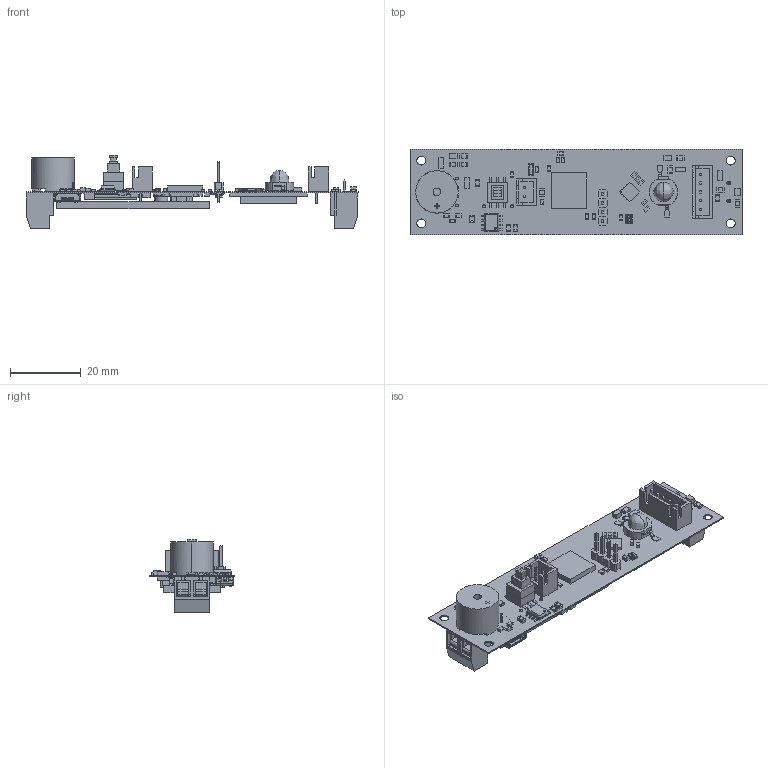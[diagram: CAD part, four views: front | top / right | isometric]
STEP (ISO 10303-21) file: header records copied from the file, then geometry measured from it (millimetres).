
FILE_DESCRIPTION(('Open CASCADE Model'),'2;1');
FILE_NAME('Open CASCADE Shape Model','2019-03-16T15:28:12',('Author'),( 'Open CASCADE'),'Open CASCADE STEP processor 6.8','Open CASCADE 6.8' ,'Unknown');
FILE_SCHEMA(('AUTOMOTIVE_DESIGN { 1 0 10303 214 1 1 1 1 }'));
Length unit declared in the file: millimetre
Products named in the file (147): PCB; Board; P3; User_Library-PLS-1; P8; connector; P7; P1; User_Library-JST_B2B-XH-A; P2; User_Library-1909763-1; U1; FPV; U6; 714168200; Extruded; 961712464; R22; 714169832; 714169968; R21; 714169016; 714169152; R20; R14; RES0805; R13; R12; R10; 714171192; 714171328; R9; R8; Q2; 714168880; LED6; 714172144; LED5; 714172280; LED4 ...
Assembly tree (243 placements, depth 4):
  PCB
    Board
    P3
      User_Library-PLS-1  x4
    P8
      connector
    P7
      connector
    P1
      User_Library-JST_B2B-XH-A
    P2
      User_Library-1909763-1
    U1
      FPV
    U6
      714168200  x8
        Extruded
      961712464
        Extruded
    R22
      714169832  x2
        Extruded
      714169968
        Extruded
    R21
      714169016  x2
        Extruded
      714169152
        Extruded
    R20
      714169016  x2
        Extruded
      714169152
        Extruded
    R14
      RES0805
    R13
      714169016  x2
        Extruded
      714169152
        Extruded
    R12
      714169016  x2
        Extruded
      714169152
        Extruded
    R10
      714171192  x2
        Extruded
      714171328
        Extruded
    R9
      714171192  x2
        Extruded
      714171328
        Extruded
    R8
      714171192  x2
        Extruded
      714171328
Bounding box: 93.98 x 24.13 x 20.86 mm (x, y, z)
Volume: 6101.2 mm3; surface area: 15338.2 mm2
Topology: 172 solids, 180 shells, 2912 faces, 7169 edges, 4687 vertices
Faces by surface type: plane 2306, cylinder 360, bspline 200, sphere 22, cone 18, torus 6
Full cylindrical faces by diameter (mm): 0.7 x2, 0.8 x19, 0.9 x2, 1.1 x4, 2.5 x4
Entity records: 76946 total; most frequent: CARTESIAN_POINT 16604, ORIENTED_EDGE 10298, DIRECTION 9645, EDGE_CURVE 5154, LINE 4061, VECTOR 4061, VERTEX_POINT 3367, AXIS2_PLACEMENT_3D 2792
